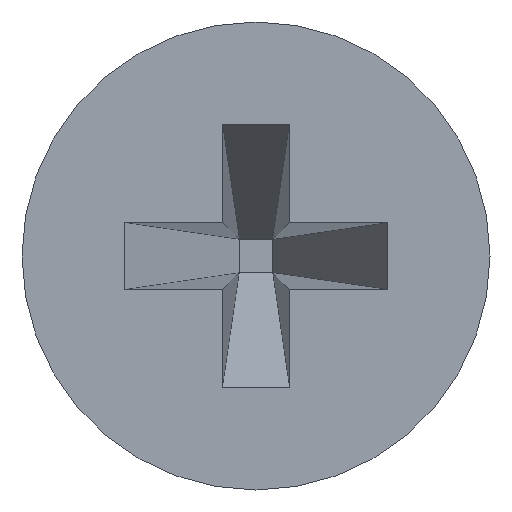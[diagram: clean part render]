
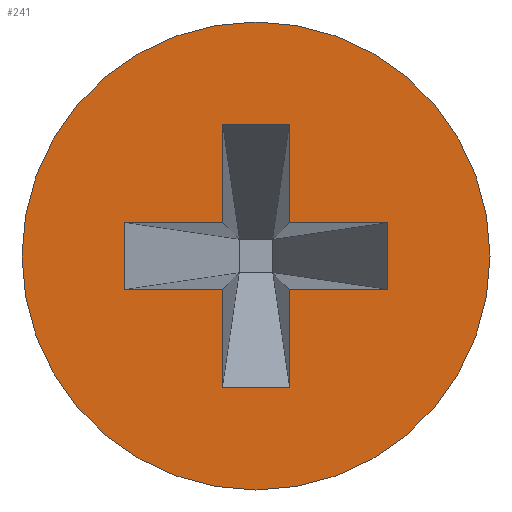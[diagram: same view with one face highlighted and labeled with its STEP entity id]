
A CAD part, left-side view. The second image highlights one B-rep face of the part: STEP entity #241.
In plain terms, the highlighted planar face has unit normal (-1, 0, 0).
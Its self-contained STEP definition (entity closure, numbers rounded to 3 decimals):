
#2 = EDGE_CURVE ( 'NONE', #428, #120, #474, .T. ) ;
#3 = ORIENTED_EDGE ( 'NONE', *, *, #482, .T. ) ;
#7 = VECTOR ( 'NONE', #221, 1000. ) ;
#9 = CARTESIAN_POINT ( 'NONE',  ( 0., -1.55, 0.395 ) ) ;
#18 = VECTOR ( 'NONE', #268, 1000. ) ;
#31 = DIRECTION ( 'NONE',  ( 0., 0., 1. ) ) ;
#35 = CARTESIAN_POINT ( 'NONE',  ( 0., 1.55, 0.395 ) ) ;
#39 = CARTESIAN_POINT ( 'NONE',  ( 0., -0.395, -1.55 ) ) ;
#46 = VERTEX_POINT ( 'NONE', #335 ) ;
#47 = CARTESIAN_POINT ( 'NONE',  ( 0., 0., 0. ) ) ;
#48 = CARTESIAN_POINT ( 'NONE',  ( 0., -0.395, 1.55 ) ) ;
#56 = VERTEX_POINT ( 'NONE', #48 ) ;
#60 = FACE_BOUND ( 'NONE', #315, .T. ) ;
#62 = ORIENTED_EDGE ( 'NONE', *, *, #99, .T. ) ;
#72 = CARTESIAN_POINT ( 'NONE',  ( 0., -0.395, -0.395 ) ) ;
#79 = EDGE_CURVE ( 'NONE', #46, #282, #95, .T. ) ;
#82 = PLANE ( 'NONE',  #205 ) ;
#90 = ORIENTED_EDGE ( 'NONE', *, *, #79, .T. ) ;
#95 = CIRCLE ( 'NONE', #280, 2.75 ) ;
#96 = ORIENTED_EDGE ( 'NONE', *, *, #541, .T. ) ;
#99 = EDGE_CURVE ( 'NONE', #452, #250, #330, .T. ) ;
#108 = VECTOR ( 'NONE', #404, 1000. ) ;
#115 = EDGE_CURVE ( 'NONE', #305, #452, #346, .T. ) ;
#120 = VERTEX_POINT ( 'NONE', #9 ) ;
#124 = VECTOR ( 'NONE', #31, 1000. ) ;
#134 = CARTESIAN_POINT ( 'NONE',  ( 0., 1.55, 0.395 ) ) ;
#141 = VECTOR ( 'NONE', #381, 1000. ) ;
#142 = VERTEX_POINT ( 'NONE', #402 ) ;
#146 = LINE ( 'NONE', #218, #397 ) ;
#147 = VERTEX_POINT ( 'NONE', #150 ) ;
#150 = CARTESIAN_POINT ( 'NONE',  ( 0., 0.395, 1.55 ) ) ;
#164 = VERTEX_POINT ( 'NONE', #210 ) ;
#168 = EDGE_CURVE ( 'NONE', #225, #305, #236, .T. ) ;
#177 = EDGE_LOOP ( 'NONE', ( #256, #90 ) ) ;
#187 = LINE ( 'NONE', #415, #7 ) ;
#197 = ORIENTED_EDGE ( 'NONE', *, *, #425, .T. ) ;
#205 = AXIS2_PLACEMENT_3D ( 'NONE', #365, #259, #366 ) ;
#208 = DIRECTION ( 'NONE',  ( -1., 0., 0. ) ) ;
#210 = CARTESIAN_POINT ( 'NONE',  ( 0., 0.395, 0.395 ) ) ;
#213 = VECTOR ( 'NONE', #400, 1000. ) ;
#217 = CIRCLE ( 'NONE', #562, 2.75 ) ;
#218 = CARTESIAN_POINT ( 'NONE',  ( 0., 0.395, -1.55 ) ) ;
#221 = DIRECTION ( 'NONE',  ( 0., 1., 0. ) ) ;
#225 = VERTEX_POINT ( 'NONE', #300 ) ;
#226 = EDGE_CURVE ( 'NONE', #142, #436, #303, .T. ) ;
#229 = CARTESIAN_POINT ( 'NONE',  ( 0., -0.395, 0.395 ) ) ;
#236 = LINE ( 'NONE', #358, #108 ) ;
#241 = ADVANCED_FACE ( 'NONE', ( #427, #60 ), #82, .T. ) ;
#250 = VERTEX_POINT ( 'NONE', #369 ) ;
#254 = CARTESIAN_POINT ( 'NONE',  ( 0., -0.395, 1.55 ) ) ;
#256 = ORIENTED_EDGE ( 'NONE', *, *, #503, .T. ) ;
#259 = DIRECTION ( 'NONE',  ( -1., 0., 0. ) ) ;
#268 = DIRECTION ( 'NONE',  ( 0., -1., 0. ) ) ;
#271 = EDGE_CURVE ( 'NONE', #164, #147, #146, .T. ) ;
#270 = VECTOR ( 'NONE', #477, 1000. ) ;
#274 = CARTESIAN_POINT ( 'NONE',  ( 0., 0.395, 1.55 ) ) ;
#279 = LINE ( 'NONE', #453, #438 ) ;
#280 = AXIS2_PLACEMENT_3D ( 'NONE', #535, #208, #450 ) ;
#282 = VERTEX_POINT ( 'NONE', #585 ) ;
#300 = CARTESIAN_POINT ( 'NONE',  ( 0., -1.55, -0.395 ) ) ;
#302 = CARTESIAN_POINT ( 'NONE',  ( 0., 1.55, -0.395 ) ) ;
#303 = LINE ( 'NONE', #302, #124 ) ;
#305 = VERTEX_POINT ( 'NONE', #72 ) ;
#315 = EDGE_LOOP ( 'NONE', ( #481, #422, #62, #197, #526, #571, #447, #511, #3, #96, #491, #466 ) ) ;
#328 = EDGE_CURVE ( 'NONE', #120, #225, #279, .T. ) ;
#329 = CARTESIAN_POINT ( 'NONE',  ( 0., 0.395, -0.395 ) ) ;
#330 = LINE ( 'NONE', #520, #141 ) ;
#332 = DIRECTION ( 'NONE',  ( 0., -1., 0. ) ) ;
#335 = CARTESIAN_POINT ( 'NONE',  ( 0., 0., -2.75 ) ) ;
#338 = LINE ( 'NONE', #380, #501 ) ;
#346 = LINE ( 'NONE', #254, #213 ) ;
#350 = EDGE_CURVE ( 'NONE', #357, #142, #187, .T. ) ;
#357 = VERTEX_POINT ( 'NONE', #329 ) ;
#358 = CARTESIAN_POINT ( 'NONE',  ( 0., -1.55, -0.395 ) ) ;
#361 = VECTOR ( 'NONE', #332, 1000. ) ;
#365 = CARTESIAN_POINT ( 'NONE',  ( 0., 0., 0. ) ) ;
#366 = DIRECTION ( 'NONE',  ( 0., 0., 1. ) ) ;
#369 = CARTESIAN_POINT ( 'NONE',  ( 0., 0.395, -1.55 ) ) ;
#380 = CARTESIAN_POINT ( 'NONE',  ( 0., 0.395, -1.55 ) ) ;
#381 = DIRECTION ( 'NONE',  ( 0., 1., 0. ) ) ;
#397 = VECTOR ( 'NONE', #545, 1000. ) ;
#400 = DIRECTION ( 'NONE',  ( 0., 0., -1. ) ) ;
#402 = CARTESIAN_POINT ( 'NONE',  ( 0., 1.55, -0.395 ) ) ;
#404 = DIRECTION ( 'NONE',  ( 0., 1., 0. ) ) ;
#415 = CARTESIAN_POINT ( 'NONE',  ( 0., -1.55, -0.395 ) ) ;
#420 = VECTOR ( 'NONE', #463, 1000. ) ;
#422 = ORIENTED_EDGE ( 'NONE', *, *, #115, .T. ) ;
#425 = EDGE_CURVE ( 'NONE', #250, #357, #338, .T. ) ;
#427 = FACE_OUTER_BOUND ( 'NONE', #177, .T. ) ;
#428 = VERTEX_POINT ( 'NONE', #229 ) ;
#430 = CARTESIAN_POINT ( 'NONE',  ( 0., -0.395, 1.55 ) ) ;
#436 = VERTEX_POINT ( 'NONE', #517 ) ;
#438 = VECTOR ( 'NONE', #539, 1000. ) ;
#447 = ORIENTED_EDGE ( 'NONE', *, *, #462, .T. ) ;
#450 = DIRECTION ( 'NONE',  ( 0., 0., 1. ) ) ;
#452 = VERTEX_POINT ( 'NONE', #39 ) ;
#453 = CARTESIAN_POINT ( 'NONE',  ( 0., -1.55, 0.395 ) ) ;
#458 = LINE ( 'NONE', #274, #18 ) ;
#462 = EDGE_CURVE ( 'NONE', #436, #164, #587, .T. ) ;
#463 = DIRECTION ( 'NONE',  ( 0., -1., 0. ) ) ;
#466 = ORIENTED_EDGE ( 'NONE', *, *, #328, .T. ) ;
#474 = LINE ( 'NONE', #35, #361 ) ;
#477 = DIRECTION ( 'NONE',  ( 0., 0., -1. ) ) ;
#478 = DIRECTION ( 'NONE',  ( 0., 0., 1. ) ) ;
#481 = ORIENTED_EDGE ( 'NONE', *, *, #168, .T. ) ;
#482 = EDGE_CURVE ( 'NONE', #147, #56, #458, .T. ) ;
#491 = ORIENTED_EDGE ( 'NONE', *, *, #2, .T. ) ;
#501 = VECTOR ( 'NONE', #514, 1000. ) ;
#503 = EDGE_CURVE ( 'NONE', #282, #46, #217, .T. ) ;
#511 = ORIENTED_EDGE ( 'NONE', *, *, #271, .T. ) ;
#514 = DIRECTION ( 'NONE',  ( 0., 0., 1. ) ) ;
#517 = CARTESIAN_POINT ( 'NONE',  ( 0., 1.55, 0.395 ) ) ;
#520 = CARTESIAN_POINT ( 'NONE',  ( 0., -0.395, -1.55 ) ) ;
#526 = ORIENTED_EDGE ( 'NONE', *, *, #350, .T. ) ;
#535 = CARTESIAN_POINT ( 'NONE',  ( 0., 0., 0. ) ) ;
#539 = DIRECTION ( 'NONE',  ( 0., 0., -1. ) ) ;
#541 = EDGE_CURVE ( 'NONE', #56, #428, #574, .T. ) ;
#545 = DIRECTION ( 'NONE',  ( 0., 0., 1. ) ) ;
#562 = AXIS2_PLACEMENT_3D ( 'NONE', #47, #608, #478 ) ;
#571 = ORIENTED_EDGE ( 'NONE', *, *, #226, .T. ) ;
#574 = LINE ( 'NONE', #430, #270 ) ;
#585 = CARTESIAN_POINT ( 'NONE',  ( 0., 0., 2.75 ) ) ;
#587 = LINE ( 'NONE', #134, #420 ) ;
#608 = DIRECTION ( 'NONE',  ( -1., 0., 0. ) ) ;
